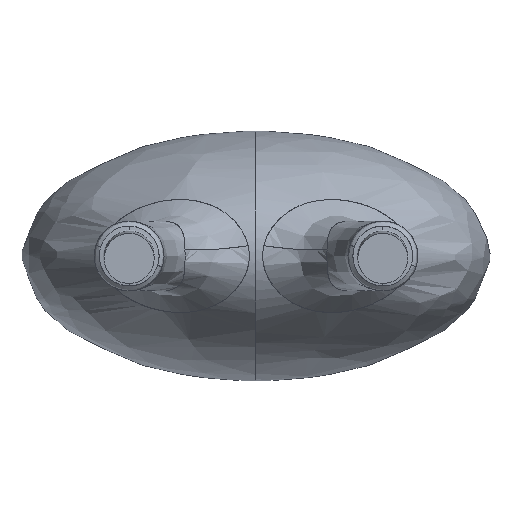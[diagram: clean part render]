
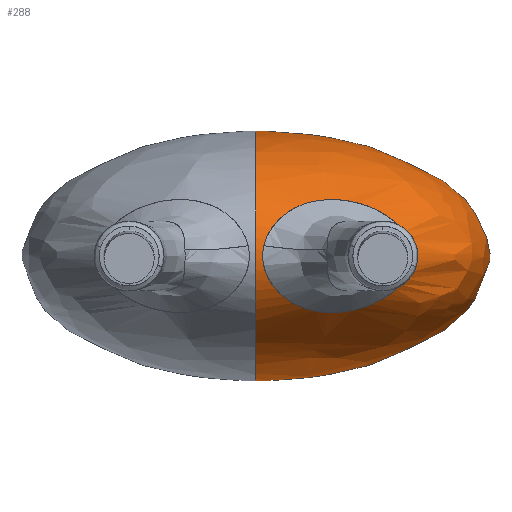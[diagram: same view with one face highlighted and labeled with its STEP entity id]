
A CAD part, front view. The second image highlights one B-rep face of the part: STEP entity #288.
In plain terms, the highlighted free-form (B-spline) face has degree [3, 3] with [4, 4] control points.
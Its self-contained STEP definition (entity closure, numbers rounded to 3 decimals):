
#288=ADVANCED_FACE('',(#314,#304),#860,.T.);
#304=FACE_BOUND('',#340,.T.);
#314=FACE_OUTER_BOUND('',#339,.T.);
#339=EDGE_LOOP('',(#403,#404));
#340=EDGE_LOOP('',(#405,#406));
#403=ORIENTED_EDGE('',*,*,#527,.T.);
#404=ORIENTED_EDGE('',*,*,#528,.T.);
#405=ORIENTED_EDGE('',*,*,#529,.T.);
#406=ORIENTED_EDGE('',*,*,#530,.T.);
#527=EDGE_CURVE('',#775,#776,#685,.T.);
#528=EDGE_CURVE('',#776,#775,#686,.T.);
#529=EDGE_CURVE('',#777,#778,#633,.T.);
#530=EDGE_CURVE('',#778,#777,#634,.T.);
#633=B_SPLINE_CURVE_WITH_KNOTS('',3,(#2177,#2178,#2179,#2180,#2181,#2182,
#2183,#2184,#2185,#2186,#2187,#2188,#2189,#2190,#2191,#2192,#2193,#2194,
#2195,#2196,#2197,#2198,#2199,#2200,#2201,#2202,#2203,#2204,#2205,#2206,
#2207,#2208,#2209,#2210,#2211,#2212,#2213,#2214,#2215,#2216),
 .UNSPECIFIED.,.F.,.F.,(4,2,2,2,2,2,2,2,2,2,2,2,2,2,2,2,2,2,2,4),(0.002,
0.002,0.003,0.003,0.003,
0.003,0.003,0.003,0.003,
0.004,0.004,0.004,0.004,
0.004,0.004,0.004,0.004,
0.004,0.004,0.005),
 .UNSPECIFIED.);
#634=B_SPLINE_CURVE_WITH_KNOTS('',3,(#2217,#2218,#2219,#2220,#2221,#2222,
#2223,#2224,#2225,#2226,#2227,#2228,#2229,#2230,#2231,#2232,#2233,#2234,
#2235,#2236,#2237,#2238,#2239,#2240,#2241,#2242,#2243,#2244,#2245,#2246,
#2247,#2248,#2249,#2250,#2251,#2252,#2253,#2254,#2255,#2256),
 .UNSPECIFIED.,.F.,.F.,(4,2,2,2,2,2,2,2,2,2,2,2,2,2,2,2,2,2,2,4),(0.,
0.,0.,0.,0.001,
0.001,0.001,0.001,0.001,
0.001,0.001,0.002,0.002,
0.002,0.002,0.002,0.002,
0.002,0.002,0.002),
 .UNSPECIFIED.);
#685=(
BOUNDED_CURVE()
B_SPLINE_CURVE(3,(#2169,#2170,#2171,#2172),.UNSPECIFIED.,.F.,.F.)
B_SPLINE_CURVE_WITH_KNOTS((4,4),(0.,23.519),.UNSPECIFIED.)
CURVE()
GEOMETRIC_REPRESENTATION_ITEM()
RATIONAL_B_SPLINE_CURVE((1.,0.333,0.333,1.))
REPRESENTATION_ITEM('')
);
#686=(
BOUNDED_CURVE()
B_SPLINE_CURVE(3,(#2173,#2174,#2175,#2176),.UNSPECIFIED.,.F.,.F.)
B_SPLINE_CURVE_WITH_KNOTS((4,4),(-23.519,0.),.UNSPECIFIED.)
CURVE()
GEOMETRIC_REPRESENTATION_ITEM()
RATIONAL_B_SPLINE_CURVE((1.,0.333,0.333,1.))
REPRESENTATION_ITEM('')
);
#775=VERTEX_POINT('',#2165);
#776=VERTEX_POINT('',#2166);
#777=VERTEX_POINT('',#2167);
#778=VERTEX_POINT('',#2168);
#860=(
BOUNDED_SURFACE()
B_SPLINE_SURFACE(3,3,((#2149,#2150,#2151,#2152),(#2153,#2154,#2155,#2156),
(#2157,#2158,#2159,#2160),(#2161,#2162,#2163,#2164)),.UNSPECIFIED.,.F.,
 .F.,.F.)
B_SPLINE_SURFACE_WITH_KNOTS((4,4),(4,4),(0.,23.519),(0.,28.2),
 .UNSPECIFIED.)
GEOMETRIC_REPRESENTATION_ITEM()
RATIONAL_B_SPLINE_SURFACE(((1.,0.333,0.333,1.),
(0.333,0.111,0.111,0.333),
(0.333,0.111,0.111,0.333),
(1.,0.333,0.333,1.)))
REPRESENTATION_ITEM('')
SURFACE()
);
#2149=CARTESIAN_POINT('',(0.,3.842,-1.25));
#2150=CARTESIAN_POINT('',(0.,3.842,-1.25));
#2151=CARTESIAN_POINT('',(0.,3.842,-1.25));
#2152=CARTESIAN_POINT('',(0.,3.842,-1.25));
#2153=CARTESIAN_POINT('',(0.,8.542,-1.25));
#2154=CARTESIAN_POINT('',(9.4,8.542,-1.25));
#2155=CARTESIAN_POINT('',(9.4,-0.858,-1.25));
#2156=CARTESIAN_POINT('',(0.,-0.858,-1.25));
#2157=CARTESIAN_POINT('',(0.,8.542,1.25));
#2158=CARTESIAN_POINT('',(9.4,8.542,1.25));
#2159=CARTESIAN_POINT('',(9.4,-0.858,1.25));
#2160=CARTESIAN_POINT('',(0.,-0.858,1.25));
#2161=CARTESIAN_POINT('',(0.,3.842,1.25));
#2162=CARTESIAN_POINT('',(0.,3.842,1.25));
#2163=CARTESIAN_POINT('',(0.,3.842,1.25));
#2164=CARTESIAN_POINT('',(0.,3.842,1.25));
#2165=CARTESIAN_POINT('',(0.,3.842,-1.25));
#2166=CARTESIAN_POINT('',(0.,3.842,1.25));
#2167=CARTESIAN_POINT('',(0.079,1.501,0.104));
#2168=CARTESIAN_POINT('',(1.555,2.091,-0.105));
#2169=CARTESIAN_POINT('',(0.,3.842,-1.25));
#2170=CARTESIAN_POINT('',(0.,8.542,-1.25));
#2171=CARTESIAN_POINT('',(0.,8.542,1.25));
#2172=CARTESIAN_POINT('',(0.,3.842,1.25));
#2173=CARTESIAN_POINT('',(0.,3.842,1.25));
#2174=CARTESIAN_POINT('',(0.,-0.858,1.25));
#2175=CARTESIAN_POINT('',(0.,-0.858,-1.25));
#2176=CARTESIAN_POINT('',(0.,3.842,-1.25));
#2177=CARTESIAN_POINT('',(0.079,1.501,0.104));
#2178=CARTESIAN_POINT('',(0.089,1.508,0.148));
#2179=CARTESIAN_POINT('',(0.105,1.52,0.189));
#2180=CARTESIAN_POINT('',(0.145,1.548,0.263));
#2181=CARTESIAN_POINT('',(0.168,1.564,0.296));
#2182=CARTESIAN_POINT('',(0.219,1.599,0.356));
#2183=CARTESIAN_POINT('',(0.246,1.618,0.383));
#2184=CARTESIAN_POINT('',(0.304,1.656,0.431));
#2185=CARTESIAN_POINT('',(0.335,1.676,0.452));
#2186=CARTESIAN_POINT('',(0.398,1.714,0.488));
#2187=CARTESIAN_POINT('',(0.431,1.734,0.503));
#2188=CARTESIAN_POINT('',(0.5,1.771,0.529));
#2189=CARTESIAN_POINT('',(0.535,1.79,0.539));
#2190=CARTESIAN_POINT('',(0.608,1.825,0.555));
#2191=CARTESIAN_POINT('',(0.646,1.842,0.56));
#2192=CARTESIAN_POINT('',(0.724,1.875,0.566));
#2193=CARTESIAN_POINT('',(0.764,1.891,0.567));
#2194=CARTESIAN_POINT('',(0.847,1.922,0.563));
#2195=CARTESIAN_POINT('',(0.89,1.936,0.558));
#2196=CARTESIAN_POINT('',(0.977,1.963,0.543));
#2197=CARTESIAN_POINT('',(1.022,1.976,0.532));
#2198=CARTESIAN_POINT('',(1.113,2.,0.503));
#2199=CARTESIAN_POINT('',(1.16,2.012,0.485));
#2200=CARTESIAN_POINT('',(1.25,2.032,0.441));
#2201=CARTESIAN_POINT('',(1.294,2.041,0.416));
#2202=CARTESIAN_POINT('',(1.357,2.054,0.371));
#2203=CARTESIAN_POINT('',(1.377,2.058,0.355));
#2204=CARTESIAN_POINT('',(1.415,2.065,0.321));
#2205=CARTESIAN_POINT('',(1.433,2.068,0.303));
#2206=CARTESIAN_POINT('',(1.483,2.078,0.248));
#2207=CARTESIAN_POINT('',(1.511,2.083,0.208));
#2208=CARTESIAN_POINT('',(1.542,2.089,0.143));
#2209=CARTESIAN_POINT('',(1.551,2.09,0.121));
#2210=CARTESIAN_POINT('',(1.563,2.093,0.077));
#2211=CARTESIAN_POINT('',(1.568,2.094,0.054));
#2212=CARTESIAN_POINT('',(1.572,2.094,0.009));
#2213=CARTESIAN_POINT('',(1.572,2.094,-0.014));
#2214=CARTESIAN_POINT('',(1.567,2.093,-0.06));
#2215=CARTESIAN_POINT('',(1.562,2.092,-0.083));
#2216=CARTESIAN_POINT('',(1.555,2.091,-0.105));
#2217=CARTESIAN_POINT('',(1.555,2.091,-0.105));
#2218=CARTESIAN_POINT('',(1.542,2.089,-0.149));
#2219=CARTESIAN_POINT('',(1.52,2.085,-0.192));
#2220=CARTESIAN_POINT('',(1.478,2.077,-0.252));
#2221=CARTESIAN_POINT('',(1.462,2.074,-0.272));
#2222=CARTESIAN_POINT('',(1.428,2.067,-0.308));
#2223=CARTESIAN_POINT('',(1.41,2.064,-0.326));
#2224=CARTESIAN_POINT('',(1.352,2.053,-0.376));
#2225=CARTESIAN_POINT('',(1.31,2.044,-0.406));
#2226=CARTESIAN_POINT('',(1.222,2.026,-0.456));
#2227=CARTESIAN_POINT('',(1.175,2.015,-0.478));
#2228=CARTESIAN_POINT('',(1.084,1.993,-0.514));
#2229=CARTESIAN_POINT('',(1.038,1.981,-0.527));
#2230=CARTESIAN_POINT('',(0.949,1.955,-0.549));
#2231=CARTESIAN_POINT('',(0.905,1.941,-0.556));
#2232=CARTESIAN_POINT('',(0.82,1.912,-0.565));
#2233=CARTESIAN_POINT('',(0.779,1.897,-0.567));
#2234=CARTESIAN_POINT('',(0.699,1.865,-0.565));
#2235=CARTESIAN_POINT('',(0.66,1.849,-0.562));
#2236=CARTESIAN_POINT('',(0.585,1.814,-0.551));
#2237=CARTESIAN_POINT('',(0.548,1.796,-0.542));
#2238=CARTESIAN_POINT('',(0.478,1.759,-0.521));
#2239=CARTESIAN_POINT('',(0.444,1.741,-0.508));
#2240=CARTESIAN_POINT('',(0.378,1.702,-0.477));
#2241=CARTESIAN_POINT('',(0.346,1.683,-0.459));
#2242=CARTESIAN_POINT('',(0.286,1.644,-0.417));
#2243=CARTESIAN_POINT('',(0.257,1.625,-0.393));
#2244=CARTESIAN_POINT('',(0.202,1.588,-0.338));
#2245=CARTESIAN_POINT('',(0.177,1.57,-0.308));
#2246=CARTESIAN_POINT('',(0.131,1.538,-0.24));
#2247=CARTESIAN_POINT('',(0.111,1.524,-0.203));
#2248=CARTESIAN_POINT('',(0.089,1.508,-0.141));
#2249=CARTESIAN_POINT('',(0.083,1.504,-0.12));
#2250=CARTESIAN_POINT('',(0.073,1.497,-0.076));
#2251=CARTESIAN_POINT('',(0.07,1.495,-0.054));
#2252=CARTESIAN_POINT('',(0.067,1.492,-0.009));
#2253=CARTESIAN_POINT('',(0.067,1.492,0.014));
#2254=CARTESIAN_POINT('',(0.07,1.495,0.059));
#2255=CARTESIAN_POINT('',(0.074,1.498,0.082));
#2256=CARTESIAN_POINT('',(0.079,1.501,0.104));
